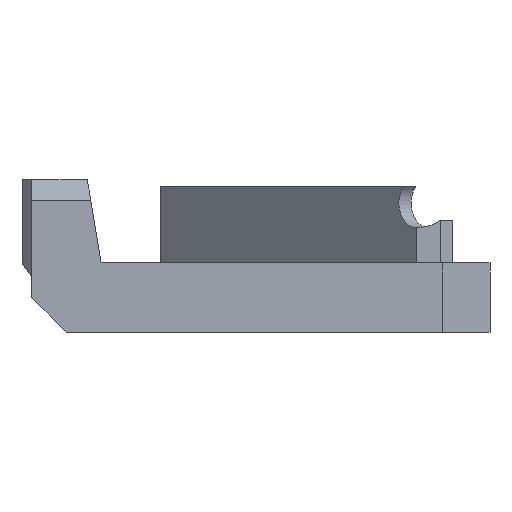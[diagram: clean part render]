
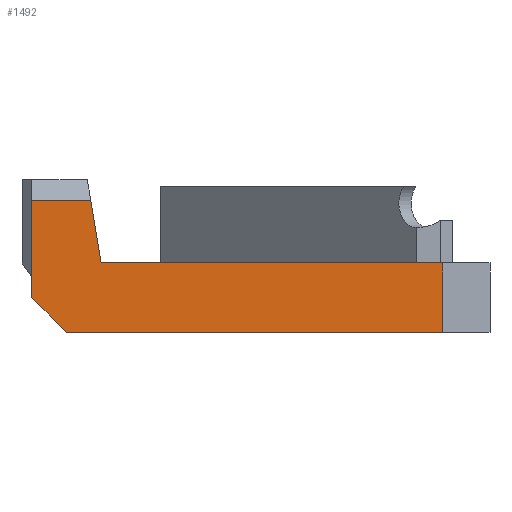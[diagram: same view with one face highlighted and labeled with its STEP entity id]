
A CAD part, front view. The second image highlights one B-rep face of the part: STEP entity #1492.
In plain terms, the highlighted planar face has unit normal (0, -1, 0).
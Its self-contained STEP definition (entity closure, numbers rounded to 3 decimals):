
#106=FACE_OUTER_BOUND('',#187,.T.);
#187=EDGE_LOOP('',(#1263,#1264,#1265,#1266,#1267,#1268,#1269));
#207=LINE('',#2004,#401);
#215=LINE('',#2020,#409);
#229=LINE('',#2047,#423);
#239=LINE('',#2067,#433);
#298=LINE('',#2205,#492);
#377=LINE('',#2360,#571);
#378=LINE('',#2362,#572);
#401=VECTOR('',#1622,10.);
#409=VECTOR('',#1634,10.);
#423=VECTOR('',#1652,10.);
#433=VECTOR('',#1666,10.);
#492=VECTOR('',#1793,10.);
#571=VECTOR('',#1932,10.);
#572=VECTOR('',#1935,10.);
#595=VERTEX_POINT('',#2002);
#596=VERTEX_POINT('',#2003);
#602=VERTEX_POINT('',#2019);
#612=VERTEX_POINT('',#2043);
#621=VERTEX_POINT('',#2066);
#666=VERTEX_POINT('',#2204);
#712=VERTEX_POINT('',#2358);
#731=EDGE_CURVE('',#595,#596,#207,.T.);
#739=EDGE_CURVE('',#596,#602,#215,.T.);
#753=EDGE_CURVE('',#602,#612,#229,.T.);
#763=EDGE_CURVE('',#612,#621,#239,.T.);
#831=EDGE_CURVE('',#621,#666,#298,.T.);
#910=EDGE_CURVE('',#712,#666,#377,.T.);
#911=EDGE_CURVE('',#595,#712,#378,.T.);
#1263=ORIENTED_EDGE('',*,*,#731,.F.);
#1264=ORIENTED_EDGE('',*,*,#911,.T.);
#1265=ORIENTED_EDGE('',*,*,#910,.T.);
#1266=ORIENTED_EDGE('',*,*,#831,.F.);
#1267=ORIENTED_EDGE('',*,*,#763,.F.);
#1268=ORIENTED_EDGE('',*,*,#753,.F.);
#1269=ORIENTED_EDGE('',*,*,#739,.F.);
#1417=PLANE('',#1596);
#1492=ADVANCED_FACE('',(#106),#1417,.T.);
#1596=AXIS2_PLACEMENT_3D('',#2361,#1933,#1934);
#1622=DIRECTION('',(-0.707,0.,0.707));
#1634=DIRECTION('',(0.,0.,1.));
#1652=DIRECTION('',(1.,0.,0.));
#1666=DIRECTION('',(0.164,0.,-0.986));
#1793=DIRECTION('',(1.,0.,0.));
#1932=DIRECTION('',(0.,0.,1.));
#1933=DIRECTION('center_axis',(0.,-1.,0.));
#1934=DIRECTION('ref_axis',(1.,0.,0.));
#1935=DIRECTION('',(1.,0.,0.));
#2002=CARTESIAN_POINT('',(5.,0.,0.));
#2003=CARTESIAN_POINT('',(0.,0.,5.));
#2004=CARTESIAN_POINT('',(2.5,0.,2.5));
#2019=CARTESIAN_POINT('',(0.,0.,19.));
#2020=CARTESIAN_POINT('',(0.,0.,0.));
#2043=CARTESIAN_POINT('',(8.5,0.,19.));
#2047=CARTESIAN_POINT('',(1.65,0.,19.));
#2066=CARTESIAN_POINT('',(10.,0.,10.));
#2067=CARTESIAN_POINT('',(10.176,0.,8.946));
#2204=CARTESIAN_POINT('',(59.2,0.,10.));
#2205=CARTESIAN_POINT('',(0.,0.,10.));
#2358=CARTESIAN_POINT('',(59.2,0.,0.));
#2360=CARTESIAN_POINT('',(59.2,0.,0.));
#2361=CARTESIAN_POINT('Origin',(0.,0.,0.));
#2362=CARTESIAN_POINT('',(0.,0.,0.));
